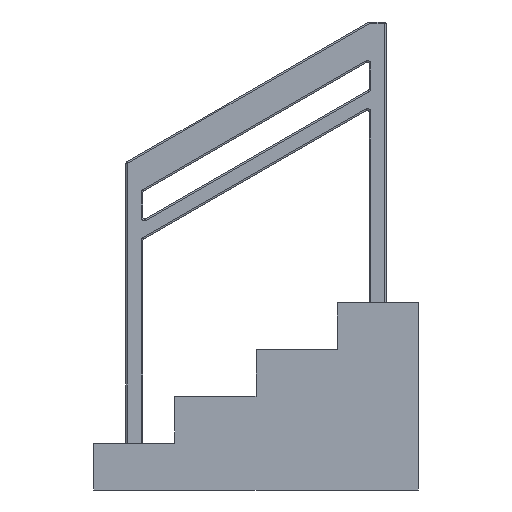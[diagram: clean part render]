
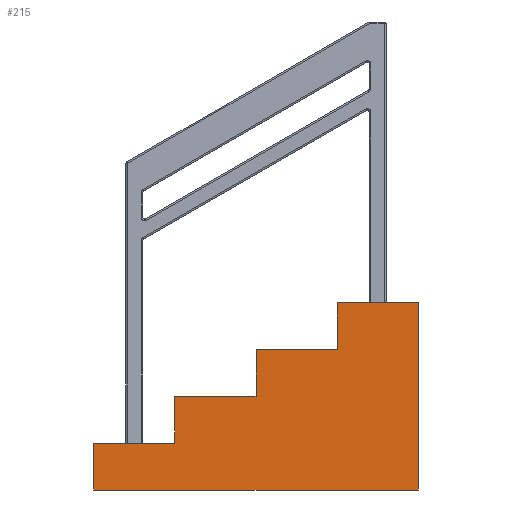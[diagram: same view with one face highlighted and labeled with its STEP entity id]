
A CAD part, front view. The second image highlights one B-rep face of the part: STEP entity #215.
In plain terms, the highlighted planar face has unit normal (0, -1, 0).
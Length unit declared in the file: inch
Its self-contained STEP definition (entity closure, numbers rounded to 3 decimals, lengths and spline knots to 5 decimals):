
#215=ADVANCED_FACE('',(#291),#1185,.T.);
#291=FACE_OUTER_BOUND('',#367,.T.);
#367=EDGE_LOOP('',(#481,#482,#483,#484,#485,#486,#487,#488,#489,#490));
#481=ORIENTED_EDGE('',*,*,#798,.T.);
#482=ORIENTED_EDGE('',*,*,#799,.F.);
#483=ORIENTED_EDGE('',*,*,#807,.F.);
#484=ORIENTED_EDGE('',*,*,#803,.F.);
#485=ORIENTED_EDGE('',*,*,#821,.F.);
#486=ORIENTED_EDGE('',*,*,#810,.F.);
#487=ORIENTED_EDGE('',*,*,#819,.F.);
#488=ORIENTED_EDGE('',*,*,#815,.F.);
#489=ORIENTED_EDGE('',*,*,#812,.F.);
#490=ORIENTED_EDGE('',*,*,#824,.T.);
#798=EDGE_CURVE('',#1071,#1072,#978,.T.);
#799=EDGE_CURVE('',#1070,#1072,#979,.T.);
#803=EDGE_CURVE('',#1073,#1076,#983,.T.);
#807=EDGE_CURVE('',#1076,#1070,#987,.T.);
#810=EDGE_CURVE('',#1078,#1085,#990,.T.);
#812=EDGE_CURVE('',#1080,#1081,#992,.T.);
#815=EDGE_CURVE('',#1081,#1084,#995,.T.);
#819=EDGE_CURVE('',#1084,#1078,#999,.T.);
#821=EDGE_CURVE('',#1085,#1073,#1001,.T.);
#824=EDGE_CURVE('',#1080,#1071,#1004,.T.);
#978=B_SPLINE_CURVE_WITH_KNOTS('',1,(#1603,#1604),.UNSPECIFIED.,.F.,.F.,
(2,2),(0.,11.),.UNSPECIFIED.);
#979=B_SPLINE_CURVE_WITH_KNOTS('',1,(#1605,#1606),.UNSPECIFIED.,.F.,.F.,
(2,2),(22.,33.),.UNSPECIFIED.);
#983=B_SPLINE_CURVE_WITH_KNOTS('',1,(#1613,#1614),.UNSPECIFIED.,.F.,.F.,
(2,2),(11.,22.),.UNSPECIFIED.);
#987=B_SPLINE_CURVE_WITH_KNOTS('',1,(#1621,#1622),.UNSPECIFIED.,.F.,.F.,
(2,2),(5.5,11.),.UNSPECIFIED.);
#990=B_SPLINE_CURVE_WITH_KNOTS('',1,(#1627,#1628),.UNSPECIFIED.,.F.,.F.,
(2,2),(22.,33.),.UNSPECIFIED.);
#992=B_SPLINE_CURVE_WITH_KNOTS('',1,(#1631,#1632),.UNSPECIFIED.,.F.,.F.,
(2,2),(0.,11.),.UNSPECIFIED.);
#995=B_SPLINE_CURVE_WITH_KNOTS('',1,(#1637,#1638),.UNSPECIFIED.,.F.,.F.,
(2,2),(11.,22.),.UNSPECIFIED.);
#999=B_SPLINE_CURVE_WITH_KNOTS('',1,(#1645,#1646),.UNSPECIFIED.,.F.,.F.,
(2,2),(5.5,11.),.UNSPECIFIED.);
#1001=B_SPLINE_CURVE_WITH_KNOTS('',1,(#1649,#1650),.UNSPECIFIED.,.F.,.F.,
(2,2),(7.33333,11.),.UNSPECIFIED.);
#1004=B_SPLINE_CURVE_WITH_KNOTS('',1,(#1655,#1656),.UNSPECIFIED.,.F.,.F.,
(2,2),(0.,0.91667),.UNSPECIFIED.);
#1070=VERTEX_POINT('',#1580);
#1071=VERTEX_POINT('',#1581);
#1072=VERTEX_POINT('',#1582);
#1073=VERTEX_POINT('',#1583);
#1076=VERTEX_POINT('',#1586);
#1078=VERTEX_POINT('',#1588);
#1080=VERTEX_POINT('',#1590);
#1081=VERTEX_POINT('',#1591);
#1084=VERTEX_POINT('',#1594);
#1085=VERTEX_POINT('',#1595);
#1185=PLANE('',#1303);
#1303=AXIS2_PLACEMENT_3D('',#1575,#1414,$);
#1414=DIRECTION('',(0.,-1.,0.));
#1575=CARTESIAN_POINT('',(-0.08569,-0.0625,-0.12506));
#1580=CARTESIAN_POINT('',(0.56383,-0.0625,0.375));
#1581=CARTESIAN_POINT('',(0.78033,-0.0625,-0.12506));
#1582=CARTESIAN_POINT('',(0.78033,-0.0625,0.375));
#1583=CARTESIAN_POINT('',(0.34732,-0.0625,0.24999));
#1586=CARTESIAN_POINT('',(0.56383,-0.0625,0.24999));
#1588=CARTESIAN_POINT('',(0.13082,-0.0625,0.12497));
#1590=CARTESIAN_POINT('',(-0.08569,-0.0625,-0.12506));
#1591=CARTESIAN_POINT('',(-0.08569,-0.0625,-0.00004));
#1594=CARTESIAN_POINT('',(0.13082,-0.0625,-0.00004));
#1595=CARTESIAN_POINT('',(0.34732,-0.0625,0.12497));
#1603=CARTESIAN_POINT('',(0.78033,-0.0625,-0.12506));
#1604=CARTESIAN_POINT('',(0.78033,-0.0625,0.375));
#1605=CARTESIAN_POINT('',(0.56383,-0.0625,0.375));
#1606=CARTESIAN_POINT('',(0.78033,-0.0625,0.375));
#1613=CARTESIAN_POINT('',(0.34732,-0.0625,0.24999));
#1614=CARTESIAN_POINT('',(0.56383,-0.0625,0.24999));
#1621=CARTESIAN_POINT('',(0.56383,-0.0625,0.24999));
#1622=CARTESIAN_POINT('',(0.56383,-0.0625,0.375));
#1627=CARTESIAN_POINT('',(0.13082,-0.0625,0.12497));
#1628=CARTESIAN_POINT('',(0.34732,-0.0625,0.12497));
#1631=CARTESIAN_POINT('',(-0.08569,-0.0625,-0.12506));
#1632=CARTESIAN_POINT('',(-0.08569,-0.0625,-0.00004));
#1637=CARTESIAN_POINT('',(-0.08569,-0.0625,-0.00004));
#1638=CARTESIAN_POINT('',(0.13082,-0.0625,-0.00004));
#1645=CARTESIAN_POINT('',(0.13082,-0.0625,-0.00004));
#1646=CARTESIAN_POINT('',(0.13082,-0.0625,0.12497));
#1649=CARTESIAN_POINT('',(0.34732,-0.0625,0.12497));
#1650=CARTESIAN_POINT('',(0.34732,-0.0625,0.24999));
#1655=CARTESIAN_POINT('',(-0.08569,-0.0625,-0.12506));
#1656=CARTESIAN_POINT('',(0.78033,-0.0625,-0.12506));
